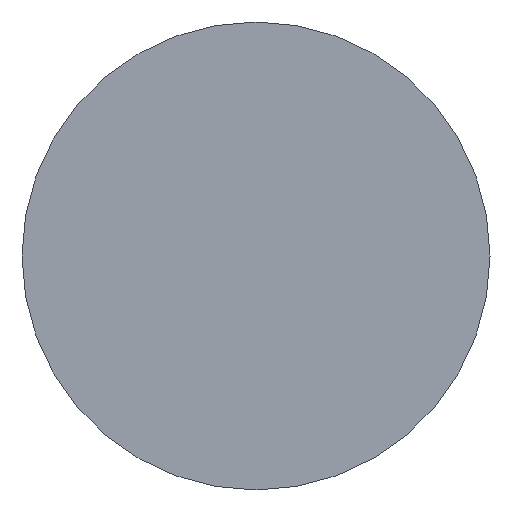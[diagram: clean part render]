
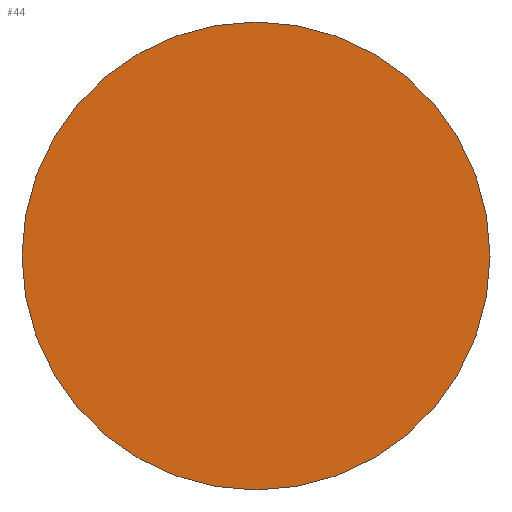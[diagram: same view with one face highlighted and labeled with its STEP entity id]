
A CAD part, front view. The second image highlights one B-rep face of the part: STEP entity #44.
In plain terms, the highlighted planar face has unit normal (0, -1, 0).
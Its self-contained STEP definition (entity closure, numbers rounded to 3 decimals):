
#19=PLANE('',#52);
#22=FACE_OUTER_BOUND('',#25,.T.);
#25=EDGE_LOOP('',(#40));
#30=CIRCLE('',#51,1.15);
#32=VERTEX_POINT('',#77);
#35=EDGE_CURVE('',#32,#32,#30,.T.);
#40=ORIENTED_EDGE('',*,*,#35,.T.);
#44=ADVANCED_FACE('',(#22),#19,.T.);
#51=AXIS2_PLACEMENT_3D('',#79,#64,#65);
#52=AXIS2_PLACEMENT_3D('',#80,#66,#67);
#64=DIRECTION('center_axis',(0.,-1.,0.));
#65=DIRECTION('ref_axis',(1.,0.,0.));
#66=DIRECTION('center_axis',(0.,-1.,0.));
#67=DIRECTION('ref_axis',(1.,0.,0.));
#77=CARTESIAN_POINT('',(-1.047,63.42,244.059));
#79=CARTESIAN_POINT('Origin',(0.103,63.42,244.059));
#80=CARTESIAN_POINT('Origin',(0.103,63.42,244.059));
